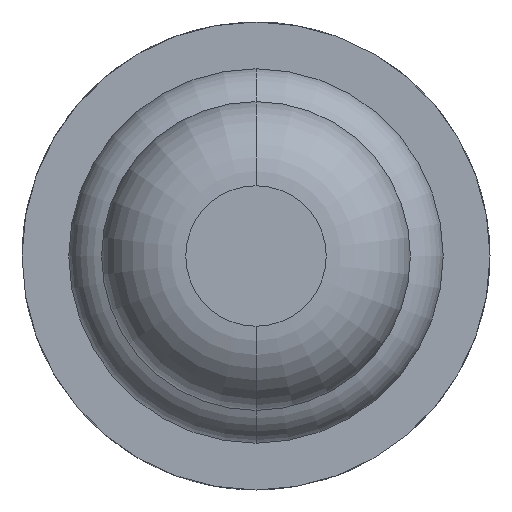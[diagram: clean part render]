
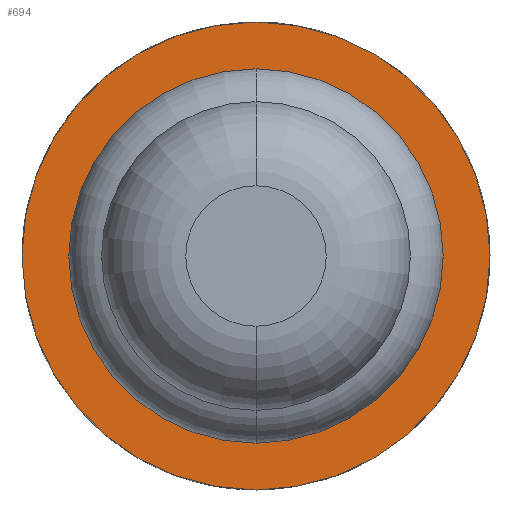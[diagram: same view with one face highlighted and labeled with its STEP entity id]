
A CAD part, front view. The second image highlights one B-rep face of the part: STEP entity #694.
In plain terms, the highlighted planar face has unit normal (0, -1, 0).
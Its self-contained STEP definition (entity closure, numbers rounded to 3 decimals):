
#369 = DIRECTION ( 'NONE',  ( -1., 0., 0. ) ) ;
#549 = CIRCLE ( 'NONE', #922, 1.25 ) ;
#694 = ADVANCED_FACE ( 'Defeature ausgef�hrt1_13', ( #3354, #1070 ), #3052, .F. ) ;
#704 = VERTEX_POINT ( 'NONE', #3314 ) ;
#825 = CIRCLE ( 'NONE', #860, 0.64 ) ;
#859 = EDGE_CURVE ( 'Defeature ausgef�hrt1_13+Defeature ausgef�hrt1_8+Defeature ausgef�hrt1_8+Defeature ausgef�hrt1_8', #1743, #704, #825, .T. ) ;
#860 = AXIS2_PLACEMENT_3D ( 'NONE', #1897, #2221, #1942 ) ;
#903 = DIRECTION ( 'NONE',  ( 0., 1., 0. ) ) ;
#914 = CARTESIAN_POINT ( 'NONE',  ( 0., 5., 0. ) ) ;
#922 = AXIS2_PLACEMENT_3D ( 'NONE', #914, #923, #369 ) ;
#923 = DIRECTION ( 'NONE',  ( 0., 1., 0. ) ) ;
#961 = EDGE_CURVE ( 'Defeature ausgef�hrt1_12+Defeature ausgef�hrt1_13+Defeature ausgef�hrt1_13+Defeature ausgef�hrt1_13', #2706, #3466, #1829, .T. ) ;
#1070 = FACE_BOUND ( 'NONE', #2661, .T. ) ;
#1118 = CIRCLE ( 'NONE', #3304, 0.64 ) ;
#1188 = CARTESIAN_POINT ( 'NONE',  ( 0., 5., 0. ) ) ;
#1309 = CARTESIAN_POINT ( 'NONE',  ( 1.25, 5., 0. ) ) ;
#1527 = AXIS2_PLACEMENT_3D ( 'NONE', #1309, #2469, #2128 ) ;
#1568 = EDGE_CURVE ( 'Defeature ausgef�hrt1_13+Defeature ausgef�hrt1_8+Defeature ausgef�hrt1_8+Defeature ausgef�hrt1_8', #704, #1743, #1118, .T. ) ;
#1685 = EDGE_CURVE ( 'Defeature ausgef�hrt1_12+Defeature ausgef�hrt1_13+Defeature ausgef�hrt1_13+Defeature ausgef�hrt1_13', #3466, #2706, #549, .T. ) ;
#1743 = VERTEX_POINT ( 'NONE', #3371 ) ;
#1829 = CIRCLE ( 'NONE', #2326, 1.25 ) ;
#1840 = CARTESIAN_POINT ( 'NONE',  ( -1.25, 5., 0. ) ) ;
#1897 = CARTESIAN_POINT ( 'NONE',  ( 0., 5., 0. ) ) ;
#1942 = DIRECTION ( 'NONE',  ( -1., 0., 0. ) ) ;
#2029 = ORIENTED_EDGE ( 'NONE', *, *, #961, .F. ) ;
#2128 = DIRECTION ( 'NONE',  ( -1., 0., 0. ) ) ;
#2221 = DIRECTION ( 'NONE',  ( 0., 1., 0. ) ) ;
#2326 = AXIS2_PLACEMENT_3D ( 'NONE', #1188, #2354, #3521 ) ;
#2354 = DIRECTION ( 'NONE',  ( 0., 1., 0. ) ) ;
#2447 = DIRECTION ( 'NONE',  ( -1., 0., 0. ) ) ;
#2469 = DIRECTION ( 'NONE',  ( 0., 1., 0. ) ) ;
#2661 = EDGE_LOOP ( 'NONE', ( #3377, #3133 ) ) ;
#2706 = VERTEX_POINT ( 'NONE', #3307 ) ;
#2976 = EDGE_LOOP ( 'NONE', ( #3270, #2029 ) ) ;
#3052 = PLANE ( 'NONE',  #1527 ) ;
#3133 = ORIENTED_EDGE ( 'NONE', *, *, #859, .T. ) ;
#3270 = ORIENTED_EDGE ( 'NONE', *, *, #1685, .F. ) ;
#3304 = AXIS2_PLACEMENT_3D ( 'NONE', #3603, #903, #2447 ) ;
#3307 = CARTESIAN_POINT ( 'NONE',  ( 1.25, 5., 0. ) ) ;
#3314 = CARTESIAN_POINT ( 'NONE',  ( -0.64, 5., 0. ) ) ;
#3354 = FACE_OUTER_BOUND ( 'NONE', #2976, .T. ) ;
#3371 = CARTESIAN_POINT ( 'NONE',  ( 0.64, 5., 0. ) ) ;
#3377 = ORIENTED_EDGE ( 'NONE', *, *, #1568, .T. ) ;
#3466 = VERTEX_POINT ( 'NONE', #1840 ) ;
#3521 = DIRECTION ( 'NONE',  ( -1., 0., 0. ) ) ;
#3603 = CARTESIAN_POINT ( 'NONE',  ( 0., 5., 0. ) ) ;
